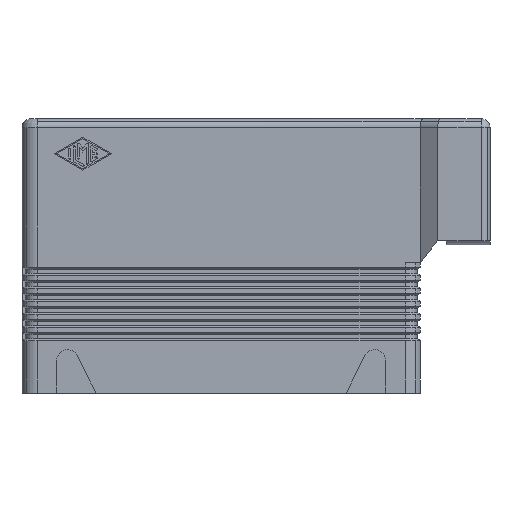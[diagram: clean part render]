
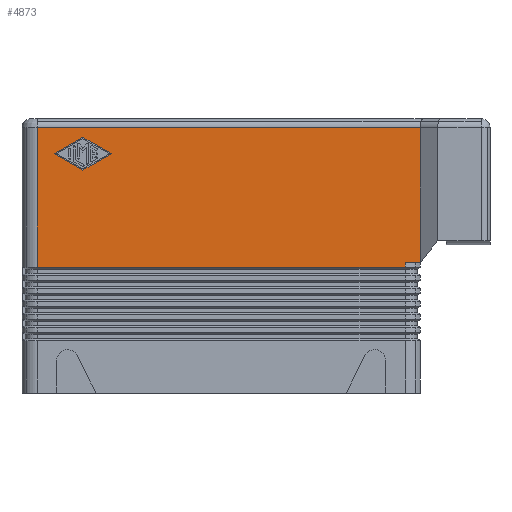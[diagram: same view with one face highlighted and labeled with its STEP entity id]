
A CAD part, front view. The second image highlights one B-rep face of the part: STEP entity #4873.
In plain terms, the highlighted planar face has unit normal (0, -1, 0).
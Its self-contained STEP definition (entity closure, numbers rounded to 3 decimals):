
#4047=CARTESIAN_POINT('',(-25.25,-19.0,55.));
#4048=VERTEX_POINT('',#4047);
#4055=CARTESIAN_POINT('',(-31.75,-19.0,58.749));
#4056=VERTEX_POINT('',#4055);
#4057=CARTESIAN_POINT('',(-31.75,-19.0,58.749));
#4058=DIRECTION('',(0.866,0.0,-0.5));
#4059=VECTOR('',#4058,7.504);
#4060=LINE('',#4057,#4059);
#4061=EDGE_CURVE('',#4056,#4048,#4060,.T.);
#4085=CARTESIAN_POINT('',(-31.75,-19.0,51.251));
#4086=VERTEX_POINT('',#4085);
#4093=CARTESIAN_POINT('',(-25.25,-19.0,55.));
#4094=DIRECTION('',(-0.866,0.0,-0.5));
#4095=VECTOR('',#4094,7.504);
#4096=LINE('',#4093,#4095);
#4097=EDGE_CURVE('',#4048,#4086,#4096,.T.);
#4116=CARTESIAN_POINT('',(-38.25,-19.0,55.));
#4117=VERTEX_POINT('',#4116);
#4124=CARTESIAN_POINT('',(-31.75,-19.0,51.251));
#4125=DIRECTION('',(-0.866,0.0,0.5));
#4126=VECTOR('',#4125,7.504);
#4127=LINE('',#4124,#4126);
#4128=EDGE_CURVE('',#4086,#4117,#4127,.T.);
#4146=CARTESIAN_POINT('',(-38.25,-19.0,55.));
#4147=DIRECTION('',(0.866,0.0,0.5));
#4148=VECTOR('',#4147,7.504);
#4149=LINE('',#4146,#4148);
#4150=EDGE_CURVE('',#4117,#4056,#4149,.T.);
#4812=CARTESIAN_POINT('',(0.0,-19.0,0.0));
#4813=DIRECTION('',(0.0,-1.0,0.0));
#4814=DIRECTION('',(0.0,0.0,-1.0));
#4815=AXIS2_PLACEMENT_3D('',#4812,#4813,#4814);
#4816=PLANE('',#4815);
#4817=CARTESIAN_POINT('',(-42.25,-19.,28.933));
#4818=VERTEX_POINT('',#4817);
#4819=CARTESIAN_POINT('',(42.25,-19.,28.933));
#4820=VERTEX_POINT('',#4819);
#4821=CARTESIAN_POINT('',(-42.25,-19.,28.933));
#4822=DIRECTION('',(1.0,0.0,0.0));
#4823=VECTOR('',#4822,84.5);
#4824=LINE('',#4821,#4823);
#4825=EDGE_CURVE('',#4818,#4820,#4824,.T.);
#4826=ORIENTED_EDGE('',*,*,#4825,.T.);
#4827=CARTESIAN_POINT('',(42.25,-19.,30.0));
#4828=VERTEX_POINT('',#4827);
#4829=CARTESIAN_POINT('',(42.25,-19.,30.0));
#4830=DIRECTION('',(0.0,0.0,-1.0));
#4831=VECTOR('',#4830,1.067);
#4832=LINE('',#4829,#4831);
#4833=EDGE_CURVE('',#4828,#4820,#4832,.T.);
#4834=ORIENTED_EDGE('',*,*,#4833,.F.);
#4835=CARTESIAN_POINT('',(45.75,-19.,30.0));
#4836=VERTEX_POINT('',#4835);
#4837=CARTESIAN_POINT('',(42.25,-19.,30.0));
#4838=DIRECTION('',(1.0,0.0,0.0));
#4839=VECTOR('',#4838,3.5);
#4840=LINE('',#4837,#4839);
#4841=EDGE_CURVE('',#4828,#4836,#4840,.T.);
#4842=ORIENTED_EDGE('',*,*,#4841,.T.);
#4843=CARTESIAN_POINT('',(45.75,-19.,61.));
#4844=VERTEX_POINT('',#4843);
#4845=CARTESIAN_POINT('',(45.75,-19.,30.0));
#4846=DIRECTION('',(0.0,0.0,1.0));
#4847=VECTOR('',#4846,31.);
#4848=LINE('',#4845,#4847);
#4849=EDGE_CURVE('',#4836,#4844,#4848,.T.);
#4850=ORIENTED_EDGE('',*,*,#4849,.T.);
#4851=CARTESIAN_POINT('',(-42.25,-19.,61.));
#4852=VERTEX_POINT('',#4851);
#4853=CARTESIAN_POINT('',(-42.25,-19.,61.));
#4854=DIRECTION('',(1.0,0.0,0.0));
#4855=VECTOR('',#4854,88.0);
#4856=LINE('',#4853,#4855);
#4857=EDGE_CURVE('',#4852,#4844,#4856,.T.);
#4858=ORIENTED_EDGE('',*,*,#4857,.F.);
#4859=CARTESIAN_POINT('',(-42.25,-19.,28.933));
#4860=DIRECTION('',(0.0,0.0,1.0));
#4861=VECTOR('',#4860,32.067);
#4862=LINE('',#4859,#4861);
#4863=EDGE_CURVE('',#4818,#4852,#4862,.T.);
#4864=ORIENTED_EDGE('',*,*,#4863,.F.);
#4865=EDGE_LOOP('',(#4826,#4834,#4842,#4850,#4858,#4864));
#4866=FACE_OUTER_BOUND('',#4865,.T.);
#4867=ORIENTED_EDGE('',*,*,#4061,.T.);
#4868=ORIENTED_EDGE('',*,*,#4097,.T.);
#4869=ORIENTED_EDGE('',*,*,#4128,.T.);
#4870=ORIENTED_EDGE('',*,*,#4150,.T.);
#4871=EDGE_LOOP('',(#4867,#4868,#4869,#4870));
#4872=FACE_BOUND('',#4871,.T.);
#4873=ADVANCED_FACE('',(#4866,#4872),#4816,.T.);
